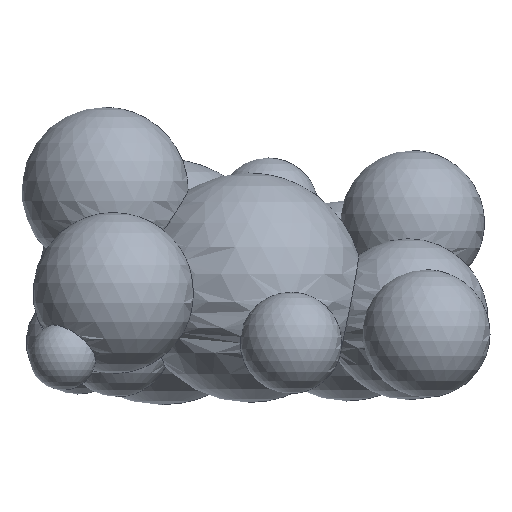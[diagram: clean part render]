
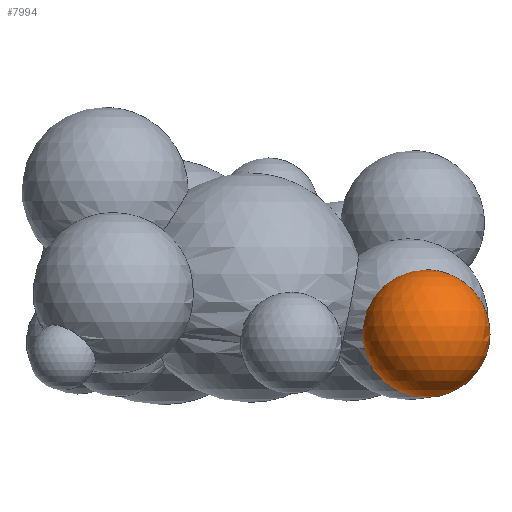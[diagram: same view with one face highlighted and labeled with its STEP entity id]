
A CAD part, front view. The second image highlights one B-rep face of the part: STEP entity #7994.
In plain terms, the highlighted spherical face has radius 0.144 mm.
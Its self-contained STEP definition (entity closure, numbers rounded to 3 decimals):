
#1698 = SPHERICAL_SURFACE('',#1699,0.182);
#1699 = AXIS2_PLACEMENT_3D('',#1700,#1701,#1702);
#1700 = CARTESIAN_POINT('',(0.866,0.392,0.171
    ));
#1701 = DIRECTION('',(0.,0.,1.));
#1702 = DIRECTION('',(1.,0.,0.));
#5225 = EDGE_CURVE('',#5226,#5226,#5228,.T.);
#5226 = VERTEX_POINT('',#5227);
#5227 = CARTESIAN_POINT('',(0.989,0.259,0.152
    ));
#5228 = SURFACE_CURVE('',#5229,(#5234,#5296),.PCURVE_S1.);
#5229 = CIRCLE('',#5230,0.099);
#5230 = AXIS2_PLACEMENT_3D('',#5231,#5232,#5233);
#5231 = CARTESIAN_POINT('',(0.891,0.242,0.152
    ));
#5232 = DIRECTION('',(0.164,-0.978,-0.125));
#5233 = DIRECTION('',(0.986,0.165,0.));
#5234 = PCURVE('',#1698,#5235);
#5235 = DEFINITIONAL_REPRESENTATION('',(#5236),#5295);
#5236 = B_SPLINE_CURVE_WITH_KNOTS('',8,(#5237,#5238,#5239,#5240,#5241,
    #5242,#5243,#5244,#5245,#5246,#5247,#5248,#5249,#5250,#5251,#5252,
    #5253,#5254,#5255,#5256,#5257,#5258,#5259,#5260,#5261,#5262,#5263,
    #5264,#5265,#5266,#5267,#5268,#5269,#5270,#5271,#5272,#5273,#5274,
    #5275,#5276,#5277,#5278,#5279,#5280,#5281,#5282,#5283,#5284,#5285,
    #5286,#5287,#5288,#5289,#5290,#5291,#5292,#5293,#5294),
  .UNSPECIFIED.,.F.,.F.,(9,7,7,7,7,7,7,7,9),(0.,0.785,
    1.473,2.675,3.577,4.254,
    4.761,5.522,6.283),.UNSPECIFIED.);
#5237 = CARTESIAN_POINT('',(5.459,-0.105));
#5238 = CARTESIAN_POINT('',(5.455,-0.052));
#5239 = CARTESIAN_POINT('',(5.447,0.001));
#5240 = CARTESIAN_POINT('',(5.433,0.053));
#5241 = CARTESIAN_POINT('',(5.415,0.104));
#5242 = CARTESIAN_POINT('',(5.391,0.153));
#5243 = CARTESIAN_POINT('',(5.363,0.199));
#5244 = CARTESIAN_POINT('',(5.33,0.242));
#5245 = CARTESIAN_POINT('',(5.258,0.315));
#5246 = CARTESIAN_POINT('',(5.221,0.347));
#5247 = CARTESIAN_POINT('',(5.181,0.374));
#5248 = CARTESIAN_POINT('',(5.137,0.398));
#5249 = CARTESIAN_POINT('',(5.09,0.418));
#5250 = CARTESIAN_POINT('',(5.041,0.433));
#5251 = CARTESIAN_POINT('',(4.99,0.443));
#5252 = CARTESIAN_POINT('',(4.848,0.457));
#5253 = CARTESIAN_POINT('',(4.755,0.45));
#5254 = CARTESIAN_POINT('',(4.664,0.428));
#5255 = CARTESIAN_POINT('',(4.582,0.39));
#5256 = CARTESIAN_POINT('',(4.51,0.34));
#5257 = CARTESIAN_POINT('',(4.45,0.28));
#5258 = CARTESIAN_POINT('',(4.401,0.212));
#5259 = CARTESIAN_POINT('',(4.337,0.084));
#5260 = CARTESIAN_POINT('',(4.315,0.025));
#5261 = CARTESIAN_POINT('',(4.301,-0.035));
#5262 = CARTESIAN_POINT('',(4.292,-0.096));
#5263 = CARTESIAN_POINT('',(4.29,-0.159));
#5264 = CARTESIAN_POINT('',(4.295,-0.221));
#5265 = CARTESIAN_POINT('',(4.307,-0.281));
#5266 = CARTESIAN_POINT('',(4.341,-0.384));
#5267 = CARTESIAN_POINT('',(4.36,-0.427));
#5268 = CARTESIAN_POINT('',(4.384,-0.468));
#5269 = CARTESIAN_POINT('',(4.412,-0.507));
#5270 = CARTESIAN_POINT('',(4.445,-0.544));
#5271 = CARTESIAN_POINT('',(4.484,-0.577));
#5272 = CARTESIAN_POINT('',(4.527,-0.606));
#5273 = CARTESIAN_POINT('',(4.611,-0.65));
#5274 = CARTESIAN_POINT('',(4.649,-0.667));
#5275 = CARTESIAN_POINT('',(4.69,-0.68));
#5276 = CARTESIAN_POINT('',(4.733,-0.691));
#5277 = CARTESIAN_POINT('',(4.777,-0.699));
#5278 = CARTESIAN_POINT('',(4.823,-0.703));
#5279 = CARTESIAN_POINT('',(4.868,-0.704));
#5280 = CARTESIAN_POINT('',(4.981,-0.698));
#5281 = CARTESIAN_POINT('',(5.048,-0.688));
#5282 = CARTESIAN_POINT('',(5.112,-0.67));
#5283 = CARTESIAN_POINT('',(5.171,-0.646));
#5284 = CARTESIAN_POINT('',(5.224,-0.615));
#5285 = CARTESIAN_POINT('',(5.271,-0.58));
#5286 = CARTESIAN_POINT('',(5.311,-0.541));
#5287 = CARTESIAN_POINT('',(5.379,-0.456));
#5288 = CARTESIAN_POINT('',(5.407,-0.411));
#5289 = CARTESIAN_POINT('',(5.429,-0.362));
#5290 = CARTESIAN_POINT('',(5.445,-0.312));
#5291 = CARTESIAN_POINT('',(5.456,-0.261));
#5292 = CARTESIAN_POINT('',(5.462,-0.209));
#5293 = CARTESIAN_POINT('',(5.463,-0.157));
#5294 = CARTESIAN_POINT('',(5.459,-0.105));
#5295 = ( GEOMETRIC_REPRESENTATION_CONTEXT(2) 
PARAMETRIC_REPRESENTATION_CONTEXT() REPRESENTATION_CONTEXT('2D SPACE',''
  ) );
#5296 = PCURVE('',#5297,#5302);
#5297 = SPHERICAL_SURFACE('',#5298,0.144);
#5298 = AXIS2_PLACEMENT_3D('',#5299,#5300,#5301);
#5299 = CARTESIAN_POINT('',(0.909,0.14,0.139
    ));
#5300 = DIRECTION('',(0.,0.,1.));
#5301 = DIRECTION('',(1.,0.,0.));
#5302 = DEFINITIONAL_REPRESENTATION('',(#5303),#5362);
#5303 = B_SPLINE_CURVE_WITH_KNOTS('',8,(#5304,#5305,#5306,#5307,#5308,
    #5309,#5310,#5311,#5312,#5313,#5314,#5315,#5316,#5317,#5318,#5319,
    #5320,#5321,#5322,#5323,#5324,#5325,#5326,#5327,#5328,#5329,#5330,
    #5331,#5332,#5333,#5334,#5335,#5336,#5337,#5338,#5339,#5340,#5341,
    #5342,#5343,#5344,#5345,#5346,#5347,#5348,#5349,#5350,#5351,#5352,
    #5353,#5354,#5355,#5356,#5357,#5358,#5359,#5360,#5361),
  .UNSPECIFIED.,.F.,.F.,(9,7,7,7,7,7,7,7,9),(0.,0.785,
    1.473,2.074,3.126,3.915,
    4.507,5.395,6.283),.UNSPECIFIED.);
#5304 = CARTESIAN_POINT('',(0.975,0.091));
#5305 = CARTESIAN_POINT('',(0.969,0.158));
#5306 = CARTESIAN_POINT('',(0.968,0.226));
#5307 = CARTESIAN_POINT('',(0.973,0.294));
#5308 = CARTESIAN_POINT('',(0.984,0.361));
#5309 = CARTESIAN_POINT('',(1.001,0.427));
#5310 = CARTESIAN_POINT('',(1.026,0.491));
#5311 = CARTESIAN_POINT('',(1.059,0.553));
#5312 = CARTESIAN_POINT('',(1.139,0.661));
#5313 = CARTESIAN_POINT('',(1.183,0.709));
#5314 = CARTESIAN_POINT('',(1.236,0.753));
#5315 = CARTESIAN_POINT('',(1.298,0.792));
#5316 = CARTESIAN_POINT('',(1.37,0.826));
#5317 = CARTESIAN_POINT('',(1.451,0.852));
#5318 = CARTESIAN_POINT('',(1.54,0.87));
#5319 = CARTESIAN_POINT('',(1.711,0.887));
#5320 = CARTESIAN_POINT('',(1.794,0.888));
#5321 = CARTESIAN_POINT('',(1.877,0.882));
#5322 = CARTESIAN_POINT('',(1.956,0.869));
#5323 = CARTESIAN_POINT('',(2.031,0.849));
#5324 = CARTESIAN_POINT('',(2.098,0.824));
#5325 = CARTESIAN_POINT('',(2.159,0.794));
#5326 = CARTESIAN_POINT('',(2.306,0.7));
#5327 = CARTESIAN_POINT('',(2.379,0.628));
#5328 = CARTESIAN_POINT('',(2.431,0.548));
#5329 = CARTESIAN_POINT('',(2.468,0.462));
#5330 = CARTESIAN_POINT('',(2.491,0.373));
#5331 = CARTESIAN_POINT('',(2.504,0.283));
#5332 = CARTESIAN_POINT('',(2.507,0.192));
#5333 = CARTESIAN_POINT('',(2.495,0.034));
#5334 = CARTESIAN_POINT('',(2.485,-0.033));
#5335 = CARTESIAN_POINT('',(2.469,-0.1));
#5336 = CARTESIAN_POINT('',(2.447,-0.164));
#5337 = CARTESIAN_POINT('',(2.42,-0.227));
#5338 = CARTESIAN_POINT('',(2.387,-0.287));
#5339 = CARTESIAN_POINT('',(2.347,-0.344));
#5340 = CARTESIAN_POINT('',(2.264,-0.435));
#5341 = CARTESIAN_POINT('',(2.225,-0.472));
#5342 = CARTESIAN_POINT('',(2.182,-0.506));
#5343 = CARTESIAN_POINT('',(2.134,-0.536));
#5344 = CARTESIAN_POINT('',(2.083,-0.563));
#5345 = CARTESIAN_POINT('',(2.028,-0.585));
#5346 = CARTESIAN_POINT('',(1.97,-0.603));
#5347 = CARTESIAN_POINT('',(1.819,-0.634));
#5348 = CARTESIAN_POINT('',(1.723,-0.642));
#5349 = CARTESIAN_POINT('',(1.626,-0.637));
#5350 = CARTESIAN_POINT('',(1.531,-0.62));
#5351 = CARTESIAN_POINT('',(1.443,-0.592));
#5352 = CARTESIAN_POINT('',(1.364,-0.553));
#5353 = CARTESIAN_POINT('',(1.294,-0.507));
#5354 = CARTESIAN_POINT('',(1.172,-0.401));
#5355 = CARTESIAN_POINT('',(1.12,-0.341));
#5356 = CARTESIAN_POINT('',(1.077,-0.276));
#5357 = CARTESIAN_POINT('',(1.042,-0.206));
#5358 = CARTESIAN_POINT('',(1.015,-0.134));
#5359 = CARTESIAN_POINT('',(0.995,-0.06));
#5360 = CARTESIAN_POINT('',(0.981,0.015));
#5361 = CARTESIAN_POINT('',(0.975,0.091));
#5362 = ( GEOMETRIC_REPRESENTATION_CONTEXT(2) 
PARAMETRIC_REPRESENTATION_CONTEXT() REPRESENTATION_CONTEXT('2D SPACE',''
  ) );
#7994 = ADVANCED_FACE('',(#7995,#7999),#5297,.T.);
#7995 = FACE_BOUND('',#7996,.T.);
#7996 = VERTEX_LOOP('',#7997);
#7997 = VERTEX_POINT('',#7998);
#7998 = CARTESIAN_POINT('',(0.909,0.14,0.283
    ));
#7999 = FACE_BOUND('',#8000,.T.);
#8000 = EDGE_LOOP('',(#8001));
#8001 = ORIENTED_EDGE('',*,*,#5225,.T.);
